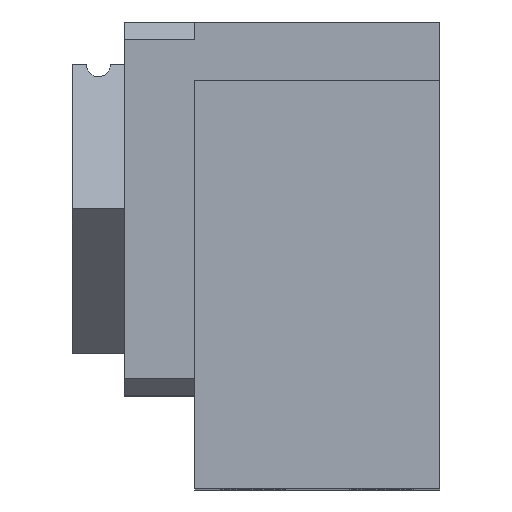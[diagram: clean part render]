
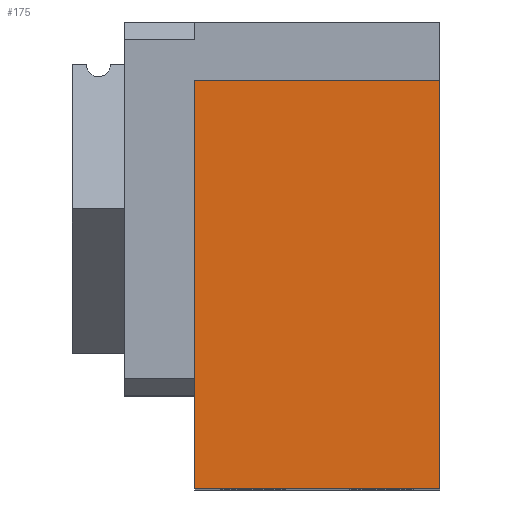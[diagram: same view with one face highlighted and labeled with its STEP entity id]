
A CAD part, top view. The second image highlights one B-rep face of the part: STEP entity #175.
In plain terms, the highlighted planar face has unit normal (0, 0, 1).
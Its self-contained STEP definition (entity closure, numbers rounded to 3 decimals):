
#175 = ADVANCED_FACE( '', ( #421 ), #422, .F. );
#421 = FACE_OUTER_BOUND( '', #757, .T. );
#422 = PLANE( '', #758 );
#757 = EDGE_LOOP( '', ( #1222, #1223, #1224, #1225 ) );
#758 = AXIS2_PLACEMENT_3D( '', #1226, #1227, #1228 );
#1222 = ORIENTED_EDGE( '', *, *, #1813, .T. );
#1223 = ORIENTED_EDGE( '', *, *, #1821, .F. );
#1224 = ORIENTED_EDGE( '', *, *, #1737, .F. );
#1225 = ORIENTED_EDGE( '', *, *, #1822, .T. );
#1226 = CARTESIAN_POINT( '', ( 0., 70., 53. ) );
#1227 = DIRECTION( '', ( 0., 0., -1. ) );
#1228 = DIRECTION( '', ( -1., 0., 0. ) );
#1737 = EDGE_CURVE( '', #2056, #2058, #2059, .T. );
#1813 = EDGE_CURVE( '', #2185, #2183, #2186, .T. );
#1821 = EDGE_CURVE( '', #2058, #2183, #2197, .T. );
#1822 = EDGE_CURVE( '', #2056, #2185, #2198, .T. );
#2056 = VERTEX_POINT( '', #3035 );
#2058 = VERTEX_POINT( '', #3038 );
#2059 = LINE( '', #3039, #3040 );
#2183 = VERTEX_POINT( '', #3364 );
#2185 = VERTEX_POINT( '', #3367 );
#2186 = LINE( '', #3368, #3369 );
#2197 = LINE( '', #3535, #3536 );
#2198 = LINE( '', #3537, #3538 );
#3035 = CARTESIAN_POINT( '', ( 0., 70., 53. ) );
#3038 = CARTESIAN_POINT( '', ( 42., 70., 53. ) );
#3039 = CARTESIAN_POINT( '', ( 0., 70., 53. ) );
#3040 = VECTOR( '', #4259, 1000. );
#3364 = CARTESIAN_POINT( '', ( 42., 0., 53. ) );
#3367 = CARTESIAN_POINT( '', ( 0., 0., 53. ) );
#3368 = CARTESIAN_POINT( '', ( 0., 0., 53. ) );
#3369 = VECTOR( '', #4334, 1000. );
#3535 = CARTESIAN_POINT( '', ( 42., 70., 53. ) );
#3536 = VECTOR( '', #4339, 1000. );
#3537 = CARTESIAN_POINT( '', ( 0., 70., 53. ) );
#3538 = VECTOR( '', #4340, 1000. );
#4259 = DIRECTION( '', ( 1., 0., 0. ) );
#4334 = DIRECTION( '', ( 1., 0., 0. ) );
#4339 = DIRECTION( '', ( 0., -1., 0. ) );
#4340 = DIRECTION( '', ( 0., -1., 0. ) );
